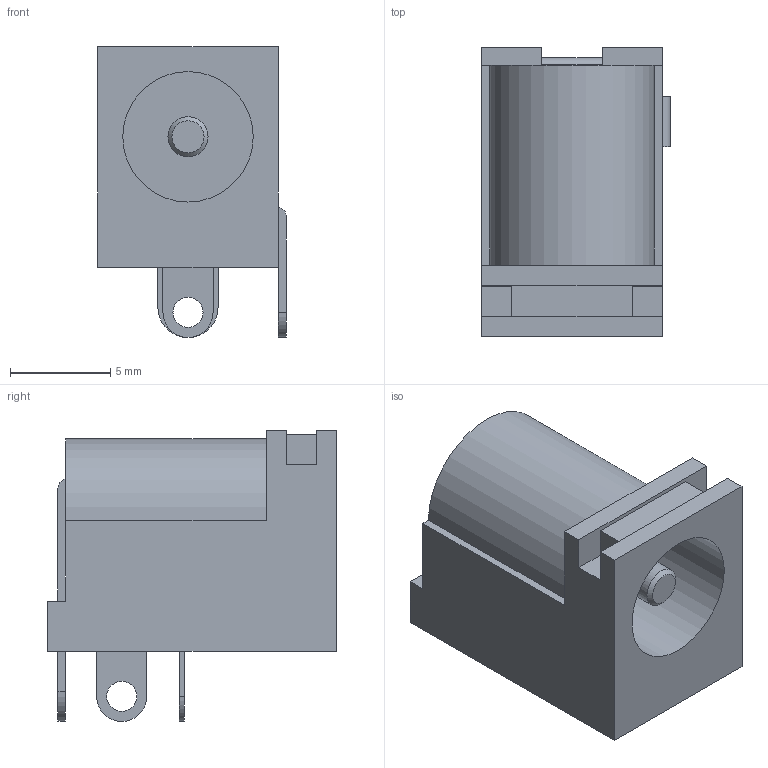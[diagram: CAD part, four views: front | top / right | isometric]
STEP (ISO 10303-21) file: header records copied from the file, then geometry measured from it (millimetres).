
FILE_DESCRIPTION(('FreeCAD Model'),'2;1');
FILE_NAME('Open CASCADE STEP translator 6.8 1.step', '2021-01-29T18:06:00',('kicad StepUp'),('ksu MCAD'), 'Open CASCADE STEP processor 7.5','FreeCAD','Unknown');
FILE_SCHEMA(('AUTOMOTIVE_DESIGN { 1 0 10303 214 1 1 1 1 }'));
Length unit declared in the file: millimetre
Products named in the file (1): Open CASCADE STEP translator 6.8 1
Bounding box: 9.4 x 14.4 x 14.5 mm (x, y, z)
Volume: 1005.1 mm3; surface area: 1002.4 mm2
Topology: 1 solids, 1 shells, 51 faces, 132 edges, 86 vertices
Faces by surface type: plane 39, cylinder 11, cone 1
Full cylindrical faces by diameter (mm): 1.5 x3, 2 x1, 6.5 x1
Entity records: 1918 total; most frequent: CARTESIAN_POINT 276, ORIENTED_EDGE 264, DIRECTION 254, EDGE_CURVE 132, LINE 102, VECTOR 102, VERTEX_POINT 86, AXIS2_PLACEMENT_3D 76
